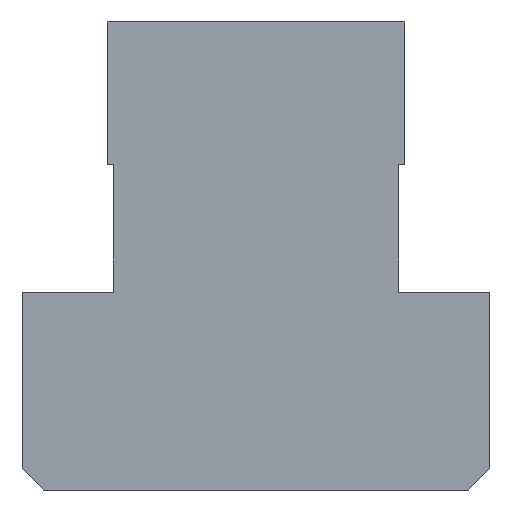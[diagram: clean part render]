
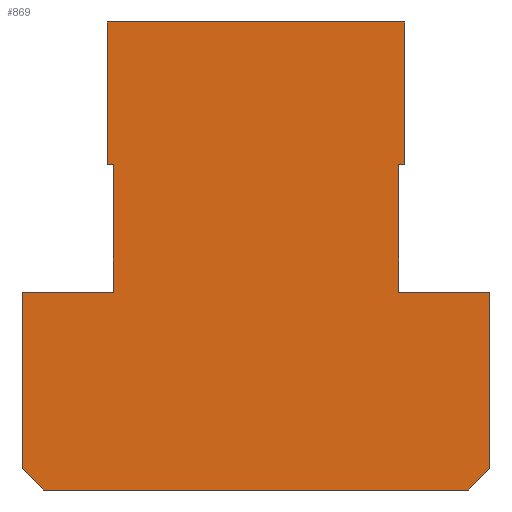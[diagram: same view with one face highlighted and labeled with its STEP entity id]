
A CAD part, front view. The second image highlights one B-rep face of the part: STEP entity #869.
In plain terms, the highlighted planar face has unit normal (0, -1, 0).
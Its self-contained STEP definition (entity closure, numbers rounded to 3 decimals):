
#515=VERTEX_POINT('',#1468);
#531=VERTEX_POINT('',#1488);
#573=VERTEX_POINT('',#1533);
#575=VERTEX_POINT('',#1535);
#657=VERTEX_POINT('',#1625);
#661=VERTEX_POINT('',#1630);
#669=EDGE_CURVE('',#769,#1365,#1640,.T.);
#697=EDGE_CURVE('',#661,#1005,#1669,.T.);
#707=VERTEX_POINT('',#1679);
#769=VERTEX_POINT('',#1752);
#803=EDGE_CURVE('',#1199,#575,#1789,.T.);
#833=EDGE_CURVE('',#1071,#573,#1822,.T.);
#861=EDGE_CURVE('',#1017,#661,#1854,.T.);
#867=EDGE_CURVE('',#573,#769,#1860,.T.);
#869=ADVANCED_FACE('',(#1862),#1863,.T.);
#903=EDGE_CURVE('',#707,#531,#1903,.T.);
#953=EDGE_CURVE('',#575,#1017,#1958,.T.);
#977=EDGE_CURVE('',#657,#515,#1985,.T.);
#983=EDGE_CURVE('',#515,#1071,#1991,.T.);
#1001=EDGE_CURVE('',#1005,#707,#2012,.T.);
#1005=VERTEX_POINT('',#2016);
#1017=VERTEX_POINT('',#2028);
#1071=VERTEX_POINT('',#2086);
#1159=EDGE_CURVE('',#1277,#657,#2184,.T.);
#1199=VERTEX_POINT('',#2232);
#1255=EDGE_CURVE('',#1365,#1199,#2295,.T.);
#1277=VERTEX_POINT('',#2317);
#1303=EDGE_CURVE('',#531,#1277,#2347,.T.);
#1365=VERTEX_POINT('',#2415);
#1468=CARTESIAN_POINT('',(6.7,-15.0,0.));
#1488=CARTESIAN_POINT('',(7.,-15.0,12.7));
#1533=CARTESIAN_POINT('',(11.0,-15.0,-8.3));
#1535=CARTESIAN_POINT('',(-11.0,-15.0,0.));
#1625=CARTESIAN_POINT('',(6.7,-15.0,6.));
#1630=CARTESIAN_POINT('',(-6.7,-15.0,6.));
#1640=LINE('',#2753,#2754);
#1669=LINE('',#2790,#2791);
#1679=CARTESIAN_POINT('',(-7.,-15.0,12.7));
#1752=CARTESIAN_POINT('',(10.,-15.0,-9.3));
#1789=LINE('',#2949,#2950);
#1822=LINE('',#2991,#2992);
#1854=LINE('',#3034,#3035);
#1860=LINE('',#3044,#3045);
#1862=FACE_OUTER_BOUND('',#3047,.T.);
#1863=PLANE('',#3048);
#1903=LINE('',#3099,#3100);
#1958=LINE('',#3172,#3173);
#1985=LINE('',#3208,#3209);
#1991=LINE('',#3216,#3217);
#2012=LINE('',#3242,#3243);
#2016=CARTESIAN_POINT('',(-7.,-15.0,6.));
#2028=CARTESIAN_POINT('',(-6.7,-15.0,0.));
#2086=CARTESIAN_POINT('',(11.0,-15.0,0.));
#2184=LINE('',#3477,#3478);
#2232=CARTESIAN_POINT('',(-11.0,-15.0,-8.3));
#2295=LINE('',#3622,#3623);
#2317=CARTESIAN_POINT('',(7.,-15.0,6.));
#2347=LINE('',#3687,#3688);
#2415=CARTESIAN_POINT('',(-10.0,-15.0,-9.3));
#2753=CARTESIAN_POINT('',(-10.0,-15.0,-9.3));
#2754=VECTOR('',#4137,1.0);
#2790=CARTESIAN_POINT('',(-7.,-15.0,6.));
#2791=VECTOR('',#4154,1.0);
#2949=CARTESIAN_POINT('',(-11.0,-15.0,0.));
#2950=VECTOR('',#4323,1.0);
#2991=CARTESIAN_POINT('',(11.0,-15.0,-8.3));
#2992=VECTOR('',#4358,1.0);
#3034=CARTESIAN_POINT('',(-6.7,-15.0,6.));
#3035=VECTOR('',#4412,1.0);
#3044=CARTESIAN_POINT('',(10.,-15.0,-9.3));
#3045=VECTOR('',#4419,1.0);
#3047=EDGE_LOOP('',(#4421,#4422,#4423,#4424,#4425,#4426,#4427,#4428,#4429,#4430,#4431,#4432,#4433,#4434));
#3048=AXIS2_PLACEMENT_3D('',#4435,#4436,#4437);
#3099=CARTESIAN_POINT('',(7.,-15.0,12.7));
#3100=VECTOR('',#4495,1.0);
#3172=CARTESIAN_POINT('',(-6.7,-15.0,0.));
#3173=VECTOR('',#4578,1.0);
#3208=CARTESIAN_POINT('',(6.7,-15.0,0.));
#3209=VECTOR('',#4619,1.0);
#3216=CARTESIAN_POINT('',(11.0,-15.0,0.));
#3217=VECTOR('',#4620,1.0);
#3242=CARTESIAN_POINT('',(-7.,-15.0,12.7));
#3243=VECTOR('',#4649,1.0);
#3477=CARTESIAN_POINT('',(6.7,-15.0,6.));
#3478=VECTOR('',#4824,1.0);
#3622=CARTESIAN_POINT('',(-11.0,-15.0,-8.3));
#3623=VECTOR('',#4985,1.0);
#3687=CARTESIAN_POINT('',(7.,-15.0,6.));
#3688=VECTOR('',#5036,1.0);
#4137=DIRECTION('',(-1.0,0.0,0.0));
#4154=DIRECTION('',(-1.0,0.0,0.0));
#4323=DIRECTION('',(0.0,0.,1.0));
#4358=DIRECTION('',(0.0,0.,-1.0));
#4412=DIRECTION('',(0.0,0.,1.0));
#4419=DIRECTION('',(-0.707,0.,-0.707));
#4421=ORIENTED_EDGE('',*,*,#867,.F.);
#4422=ORIENTED_EDGE('',*,*,#833,.F.);
#4423=ORIENTED_EDGE('',*,*,#983,.F.);
#4424=ORIENTED_EDGE('',*,*,#977,.F.);
#4425=ORIENTED_EDGE('',*,*,#1159,.F.);
#4426=ORIENTED_EDGE('',*,*,#1303,.F.);
#4427=ORIENTED_EDGE('',*,*,#903,.F.);
#4428=ORIENTED_EDGE('',*,*,#1001,.F.);
#4429=ORIENTED_EDGE('',*,*,#697,.F.);
#4430=ORIENTED_EDGE('',*,*,#861,.F.);
#4431=ORIENTED_EDGE('',*,*,#953,.F.);
#4432=ORIENTED_EDGE('',*,*,#803,.F.);
#4433=ORIENTED_EDGE('',*,*,#1255,.F.);
#4434=ORIENTED_EDGE('',*,*,#669,.F.);
#4435=CARTESIAN_POINT('',(0.,-15.0,0.715));
#4436=DIRECTION('',(0.0,-1.0,0.));
#4437=DIRECTION('',(1.0,0.0,0.0));
#4495=DIRECTION('',(1.0,0.0,0.0));
#4578=DIRECTION('',(1.0,0.0,0.0));
#4619=DIRECTION('',(0.0,0.,-1.0));
#4620=DIRECTION('',(1.0,0.0,0.0));
#4649=DIRECTION('',(0.0,0.,1.0));
#4824=DIRECTION('',(-1.0,0.0,0.0));
#4985=DIRECTION('',(-0.707,0.,0.707));
#5036=DIRECTION('',(0.0,0.,-1.0));
